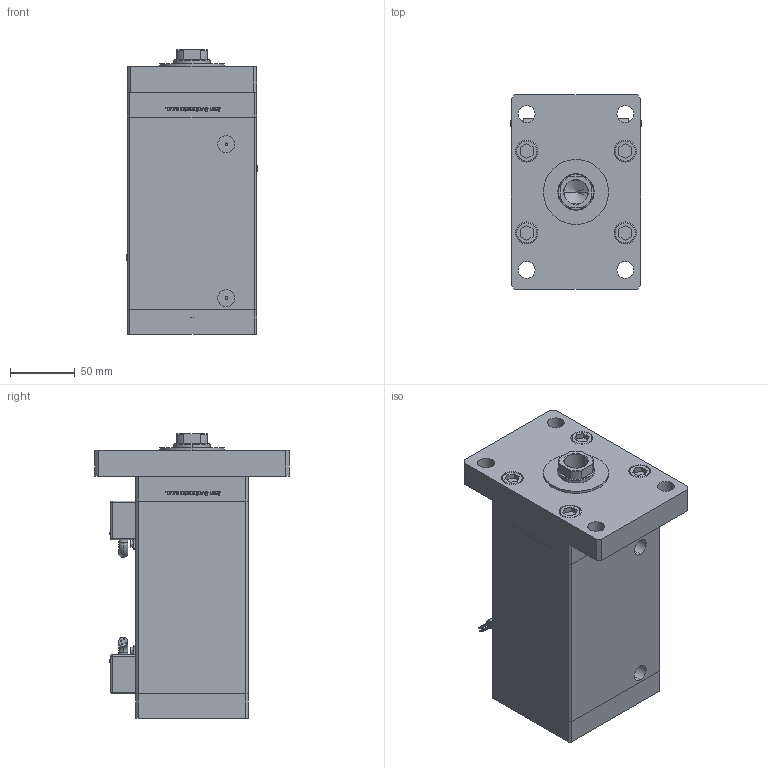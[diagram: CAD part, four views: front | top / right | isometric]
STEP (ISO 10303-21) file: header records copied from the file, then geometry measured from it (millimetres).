
FILE_DESCRIPTION (( 'STEP AP203' ), '1' );
FILE_NAME ('8ad1.STEP', '2024-01-08T16:37:54', ( '' ), ( '' ), 'SwSTEP 2.0', 'SolidWorks 2019', '' );
FILE_SCHEMA (( 'CONFIG_CONTROL_DESIGN' ));
Length unit declared in the file: millimetre
Products named in the file (8): V220C_VC_F 2e99c98e9ef3bd59c54dfde24f54b706; 8ad1; V220C_FRONT_F 2e99c98e9ef3bd59c54dfde24f54b706; ALLEN BOLT 2e99c98e9ef3bd59c54dfde24f54b706; V220C_F 2e99c98e9ef3bd59c54dfde24f54b706; V220C BACK_F 2e99c98e9ef3bd59c54dfde24f54b706; V220C_F_MIDDLE 2e99c98e9ef3bd59c54dfde24f54b706; Magnetic_Switch_MSU4 2e99c98e9ef3bd59c54dfde24f54b706
Assembly tree (21 placements, depth 2):
  8ad1
    V220C BACK_F 2e99c98e9ef3bd59c54dfde24f54b706
    V220C_F_MIDDLE 2e99c98e9ef3bd59c54dfde24f54b706
    V220C_FRONT_F 2e99c98e9ef3bd59c54dfde24f54b706
    V220C_F 2e99c98e9ef3bd59c54dfde24f54b706
    Magnetic_Switch_MSU4 2e99c98e9ef3bd59c54dfde24f54b706  x2
    ALLEN BOLT 2e99c98e9ef3bd59c54dfde24f54b706  x14
    V220C_VC_F 2e99c98e9ef3bd59c54dfde24f54b706
Bounding box: 101.6 x 150 x 219.5 mm (x, y, z)
Volume: 1742316.7 mm3; surface area: 270708.3 mm2
Topology: 21 solids, 23 shells, 1515 faces, 3738 edges, 2416 vertices
Faces by surface type: plane 595, bspline 484, cylinder 278, torus 68, cone 66, sphere 24
Entity records: 56952 total; most frequent: CARTESIAN_POINT 31077, ORIENTED_EDGE 5802, DIRECTION 3655, EDGE_CURVE 2901, VERTEX_POINT 1915, VECTOR 1487, LINE 1487, EDGE_LOOP 1320
